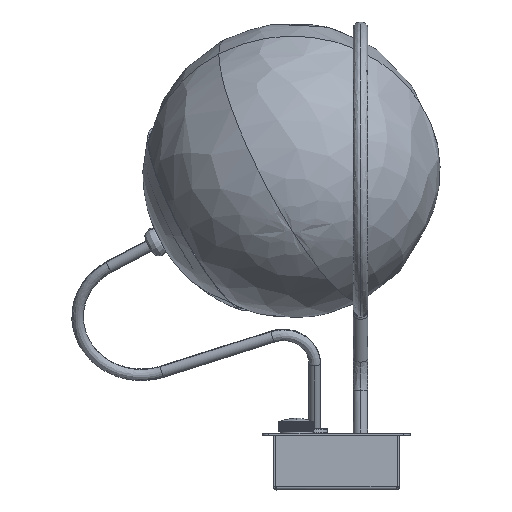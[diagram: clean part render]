
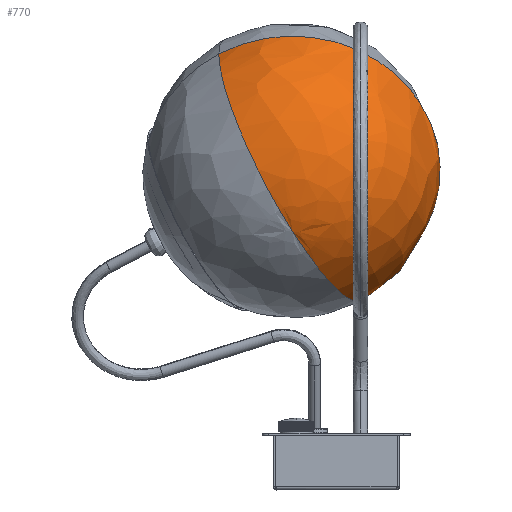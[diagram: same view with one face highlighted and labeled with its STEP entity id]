
A CAD part, left-side view. The second image highlights one B-rep face of the part: STEP entity #770.
In plain terms, the highlighted free-form (B-spline) face has degree [2, 2] with [5, 5] control points.
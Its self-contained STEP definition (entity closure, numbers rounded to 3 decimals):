
#770=ADVANCED_FACE('',(#1431),#11099,.T.);
#1431=FACE_OUTER_BOUND('',#2124,.T.);
#2124=EDGE_LOOP('',(#5308,#5309,#5310,#5311));
#5308=ORIENTED_EDGE('',*,*,#7341,.T.);
#5309=ORIENTED_EDGE('',*,*,#7338,.F.);
#5310=ORIENTED_EDGE('',*,*,#7348,.F.);
#5311=ORIENTED_EDGE('',*,*,#7349,.F.);
#7338=EDGE_CURVE('',#10390,#10391,#9199,.T.);
#7341=EDGE_CURVE('',#10392,#10391,#9202,.T.);
#7348=EDGE_CURVE('',#10395,#10390,#9209,.T.);
#7349=EDGE_CURVE('',#10392,#10395,#9210,.T.);
#9199=(
BOUNDED_CURVE()
B_SPLINE_CURVE(2,(#21857,#21858,#21859),.UNSPECIFIED.,.F.,.F.)
B_SPLINE_CURVE_WITH_KNOTS((3,3),(0.,109.956),.UNSPECIFIED.)
CURVE()
GEOMETRIC_REPRESENTATION_ITEM()
RATIONAL_B_SPLINE_CURVE((1.,0.707,1.))
REPRESENTATION_ITEM('')
);
#9202=(
BOUNDED_CURVE()
B_SPLINE_CURVE(2,(#21866,#21867,#21868),.UNSPECIFIED.,.F.,.F.)
B_SPLINE_CURVE_WITH_KNOTS((3,3),(0.,109.956),.UNSPECIFIED.)
CURVE()
GEOMETRIC_REPRESENTATION_ITEM()
RATIONAL_B_SPLINE_CURVE((1.,0.707,1.))
REPRESENTATION_ITEM('')
);
#9209=(
BOUNDED_CURVE()
B_SPLINE_CURVE(2,(#21891,#21892,#21893),.UNSPECIFIED.,.F.,.F.)
B_SPLINE_CURVE_WITH_KNOTS((3,3),(-109.956,0.),.UNSPECIFIED.)
CURVE()
GEOMETRIC_REPRESENTATION_ITEM()
RATIONAL_B_SPLINE_CURVE((1.,0.707,1.))
REPRESENTATION_ITEM('')
);
#9210=(
BOUNDED_CURVE()
B_SPLINE_CURVE(2,(#21894,#21895,#21896),.UNSPECIFIED.,.F.,.F.)
B_SPLINE_CURVE_WITH_KNOTS((3,3),(0.,109.956),.UNSPECIFIED.)
CURVE()
GEOMETRIC_REPRESENTATION_ITEM()
RATIONAL_B_SPLINE_CURVE((1.,0.707,1.))
REPRESENTATION_ITEM('')
);
#10390=VERTEX_POINT('',#21822);
#10391=VERTEX_POINT('',#21823);
#10392=VERTEX_POINT('',#21824);
#10395=VERTEX_POINT('',#21827);
#11099=(
BOUNDED_SURFACE()
B_SPLINE_SURFACE(2,2,((#21764,#21765,#21766,#21767,#21768),(#21769,#21770,
#21771,#21772,#21773),(#21774,#21775,#21776,#21777,#21778),(#21779,#21780,
#21781,#21782,#21783),(#21784,#21785,#21786,#21787,#21788)),
 .UNSPECIFIED.,.F.,.F.,.F.)
B_SPLINE_SURFACE_WITH_KNOTS((3,2,3),(3,2,3),(219.911,329.867,
439.823),(0.,109.956,219.911),.UNSPECIFIED.)
GEOMETRIC_REPRESENTATION_ITEM()
RATIONAL_B_SPLINE_SURFACE(((1.,0.707,1.,0.707,1.),
(0.707,0.5,0.707,0.5,0.707),(1.,0.707,
1.,0.707,1.),(0.707,0.5,0.707,0.5,0.707),
(1.,0.707,1.,0.707,1.)))
REPRESENTATION_ITEM('')
SURFACE()
);
#21764=CARTESIAN_POINT('',(-144.564,20.727,121.541));
#21765=CARTESIAN_POINT('',(-169.703,55.727,176.705));
#21766=CARTESIAN_POINT('',(-106.006,55.727,205.733));
#21767=CARTESIAN_POINT('',(-42.309,55.727,234.762));
#21768=CARTESIAN_POINT('',(-17.169,20.727,179.598));
#21769=CARTESIAN_POINT('',(-144.564,20.727,121.541));
#21770=CARTESIAN_POINT('',(-184.218,-4.895,208.553));
#21771=CARTESIAN_POINT('',(-120.52,-4.895,237.582));
#21772=CARTESIAN_POINT('',(-56.823,-4.895,266.61));
#21773=CARTESIAN_POINT('',(-17.169,20.727,179.598));
#21774=CARTESIAN_POINT('',(-144.564,20.727,121.541));
#21775=CARTESIAN_POINT('',(-159.078,-39.895,153.39));
#21776=CARTESIAN_POINT('',(-95.381,-39.895,182.418));
#21777=CARTESIAN_POINT('',(-31.683,-39.895,211.447));
#21778=CARTESIAN_POINT('',(-17.169,20.727,179.598));
#21779=CARTESIAN_POINT('',(-144.564,20.727,121.541));
#21780=CARTESIAN_POINT('',(-133.939,-74.895,98.226));
#21781=CARTESIAN_POINT('',(-70.241,-74.895,127.255));
#21782=CARTESIAN_POINT('',(-6.544,-74.895,156.283));
#21783=CARTESIAN_POINT('',(-17.169,20.727,179.598));
#21784=CARTESIAN_POINT('',(-144.564,20.727,121.541));
#21785=CARTESIAN_POINT('',(-119.424,-14.273,66.378));
#21786=CARTESIAN_POINT('',(-55.727,-14.273,95.406));
#21787=CARTESIAN_POINT('',(7.97,-14.273,124.435));
#21788=CARTESIAN_POINT('',(-17.169,20.727,179.598));
#21822=CARTESIAN_POINT('',(-95.381,-39.895,182.418));
#21823=CARTESIAN_POINT('',(-55.727,-14.273,95.406));
#21824=CARTESIAN_POINT('',(-144.564,20.727,121.541));
#21827=CARTESIAN_POINT('',(-106.006,55.727,205.733));
#21857=CARTESIAN_POINT('',(-95.381,-39.895,182.418));
#21858=CARTESIAN_POINT('',(-70.241,-74.895,127.255));
#21859=CARTESIAN_POINT('',(-55.727,-14.273,95.406));
#21866=CARTESIAN_POINT('',(-144.564,20.727,121.541));
#21867=CARTESIAN_POINT('',(-119.424,-14.273,66.378));
#21868=CARTESIAN_POINT('',(-55.727,-14.273,95.406));
#21891=CARTESIAN_POINT('',(-106.006,55.727,205.733));
#21892=CARTESIAN_POINT('',(-120.52,-4.895,237.582));
#21893=CARTESIAN_POINT('',(-95.381,-39.895,182.418));
#21894=CARTESIAN_POINT('',(-144.564,20.727,121.541));
#21895=CARTESIAN_POINT('',(-169.703,55.727,176.705));
#21896=CARTESIAN_POINT('',(-106.006,55.727,205.733));
